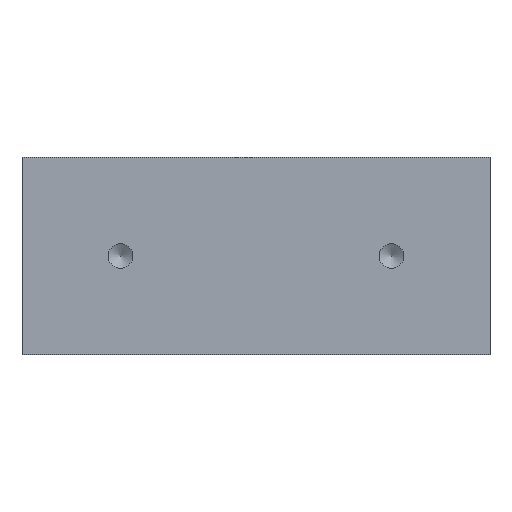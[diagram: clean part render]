
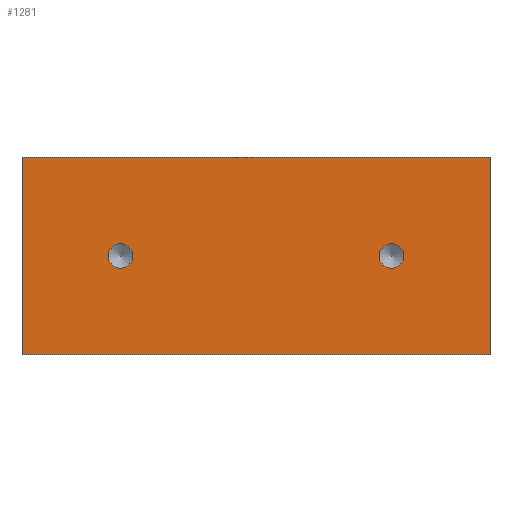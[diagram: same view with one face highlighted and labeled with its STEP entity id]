
A CAD part, top view. The second image highlights one B-rep face of the part: STEP entity #1281.
In plain terms, the highlighted planar face has unit normal (0, 0, 1).
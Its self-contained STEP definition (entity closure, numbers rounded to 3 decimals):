
#42=CIRCLE('',#1347,2.5);
#43=CIRCLE('',#1348,2.5);
#125=ORIENTED_EDGE('',*,*,#355,.T.);
#126=ORIENTED_EDGE('',*,*,#356,.T.);
#127=ORIENTED_EDGE('',*,*,#349,.T.);
#128=ORIENTED_EDGE('',*,*,#352,.T.);
#129=ORIENTED_EDGE('',*,*,#354,.T.);
#130=ORIENTED_EDGE('',*,*,#329,.T.);
#329=EDGE_CURVE('',#447,#446,#528,.T.);
#349=EDGE_CURVE('',#446,#465,#542,.T.);
#352=EDGE_CURVE('',#465,#467,#545,.T.);
#354=EDGE_CURVE('',#467,#447,#547,.T.);
#355=EDGE_CURVE('',#468,#468,#42,.T.);
#356=EDGE_CURVE('',#469,#469,#43,.T.);
#446=VERTEX_POINT('',#1682);
#447=VERTEX_POINT('',#1684);
#465=VERTEX_POINT('',#1784);
#467=VERTEX_POINT('',#1790);
#468=VERTEX_POINT('',#1797);
#469=VERTEX_POINT('',#1799);
#528=LINE('',#1683,#615);
#542=LINE('',#1785,#629);
#545=LINE('',#1791,#632);
#547=LINE('',#1794,#634);
#615=VECTOR('',#1411,1000.);
#629=VECTOR('',#1439,1000.);
#632=VECTOR('',#1444,1000.);
#634=VECTOR('',#1448,1000.);
#700=EDGE_LOOP('',(#125));
#701=EDGE_LOOP('',(#126));
#702=EDGE_LOOP('',(#127,#128,#129,#130));
#777=FACE_BOUND('',#700,.T.);
#778=FACE_BOUND('',#701,.T.);
#779=FACE_BOUND('',#702,.T.);
#849=PLANE('',#1346);
#1281=ADVANCED_FACE('',(#777,#778,#779),#849,.T.);
#1346=AXIS2_PLACEMENT_3D('',#1795,#1449,#1450);
#1347=AXIS2_PLACEMENT_3D('',#1796,#1451,#1452);
#1348=AXIS2_PLACEMENT_3D('',#1798,#1453,#1454);
#1411=DIRECTION('',(-1.,0.,0.));
#1439=DIRECTION('',(0.,-1.,0.));
#1444=DIRECTION('',(1.,0.,0.));
#1448=DIRECTION('',(0.,1.,0.));
#1449=DIRECTION('',(0.,0.,1.));
#1450=DIRECTION('',(1.,0.,0.));
#1451=DIRECTION('',(0.,0.,-1.));
#1452=DIRECTION('',(0.,-1.,0.));
#1453=DIRECTION('',(0.,0.,-1.));
#1454=DIRECTION('',(0.,-1.,0.));
#1682=CARTESIAN_POINT('',(-47.5,20.,15.));
#1683=CARTESIAN_POINT('',(47.5,20.,15.));
#1684=CARTESIAN_POINT('',(47.5,20.,15.));
#1784=CARTESIAN_POINT('',(-47.5,-20.,15.));
#1785=CARTESIAN_POINT('',(-47.5,20.,15.));
#1790=CARTESIAN_POINT('',(47.5,-20.,15.));
#1791=CARTESIAN_POINT('',(-47.5,-20.,15.));
#1794=CARTESIAN_POINT('',(47.5,-20.,15.));
#1795=CARTESIAN_POINT('',(-47.5,-20.,15.));
#1796=CARTESIAN_POINT('',(-27.5,0.,15.));
#1797=CARTESIAN_POINT('',(-27.5,-2.5,15.));
#1798=CARTESIAN_POINT('',(27.5,0.,15.));
#1799=CARTESIAN_POINT('',(27.5,-2.5,15.));
